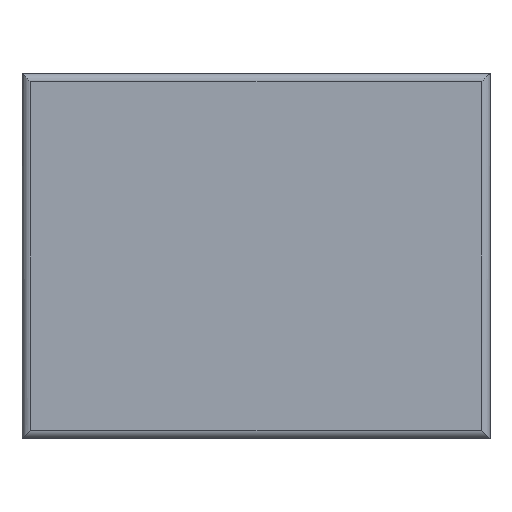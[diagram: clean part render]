
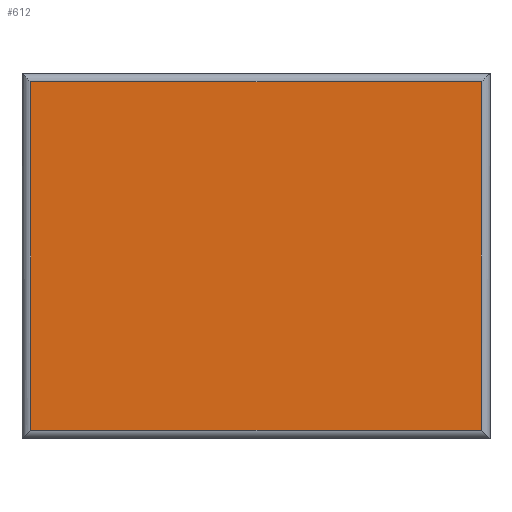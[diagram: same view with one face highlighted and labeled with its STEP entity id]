
A CAD part, left-side view. The second image highlights one B-rep face of the part: STEP entity #612.
In plain terms, the highlighted planar face has unit normal (-1, 0, 0).
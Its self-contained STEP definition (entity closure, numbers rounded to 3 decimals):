
#40 = VERTEX_POINT ( 'NONE', #1085 ) ;
#146 = CARTESIAN_POINT ( 'NONE',  ( 0., 0.77, 0. ) ) ;
#180 = ORIENTED_EDGE ( 'NONE', *, *, #1070, .T. ) ;
#209 = AXIS2_PLACEMENT_3D ( 'NONE', #950, #474, #433 ) ;
#255 = PLANE ( 'NONE',  #209 ) ;
#287 = EDGE_CURVE ( 'NONE', #834, #644, #672, .T. ) ;
#297 = LINE ( 'NONE', #889, #300 ) ;
#300 = VECTOR ( 'NONE', #859, 1000. ) ;
#361 = FACE_OUTER_BOUND ( 'NONE', #716, .T. ) ;
#395 = DIRECTION ( 'NONE',  ( 0., 1., 0. ) ) ;
#433 = DIRECTION ( 'NONE',  ( 0., 0., -1. ) ) ;
#474 = DIRECTION ( 'NONE',  ( 1., 0., 0. ) ) ;
#486 = ORIENTED_EDGE ( 'NONE', *, *, #912, .T. ) ;
#490 = DIRECTION ( 'NONE',  ( 0., -1., 0. ) ) ;
#493 = CARTESIAN_POINT ( 'NONE',  ( 0., -0.77, -0.595 ) ) ;
#505 = CARTESIAN_POINT ( 'NONE',  ( 0., 0.77, -0.595 ) ) ;
#533 = VERTEX_POINT ( 'NONE', #989 ) ;
#612 = ADVANCED_FACE ( 'NONE', ( #361 ), #255, .F. ) ;
#644 = VERTEX_POINT ( 'NONE', #493 ) ;
#672 = LINE ( 'NONE', #696, #1116 ) ;
#696 = CARTESIAN_POINT ( 'NONE',  ( 0., 0., -0.595 ) ) ;
#716 = EDGE_LOOP ( 'NONE', ( #180, #1231, #962, #486 ) ) ;
#834 = VERTEX_POINT ( 'NONE', #505 ) ;
#859 = DIRECTION ( 'NONE',  ( 0., 0., 1. ) ) ;
#889 = CARTESIAN_POINT ( 'NONE',  ( 0., -0.77, 0. ) ) ;
#912 = EDGE_CURVE ( 'NONE', #644, #40, #297, .T. ) ;
#941 = DIRECTION ( 'NONE',  ( 0., 0., -1. ) ) ;
#950 = CARTESIAN_POINT ( 'NONE',  ( 0., 0., 0. ) ) ;
#951 = VECTOR ( 'NONE', #395, 1000. ) ;
#962 = ORIENTED_EDGE ( 'NONE', *, *, #287, .T. ) ;
#982 = LINE ( 'NONE', #1187, #951 ) ;
#989 = CARTESIAN_POINT ( 'NONE',  ( 0., 0.77, 0.595 ) ) ;
#1032 = LINE ( 'NONE', #146, #1191 ) ;
#1070 = EDGE_CURVE ( 'NONE', #40, #533, #982, .T. ) ;
#1085 = CARTESIAN_POINT ( 'NONE',  ( 0., -0.77, 0.595 ) ) ;
#1116 = VECTOR ( 'NONE', #490, 1000. ) ;
#1169 = EDGE_CURVE ( 'NONE', #533, #834, #1032, .T. ) ;
#1187 = CARTESIAN_POINT ( 'NONE',  ( 0., 0., 0.595 ) ) ;
#1191 = VECTOR ( 'NONE', #941, 1000. ) ;
#1231 = ORIENTED_EDGE ( 'NONE', *, *, #1169, .T. ) ;
